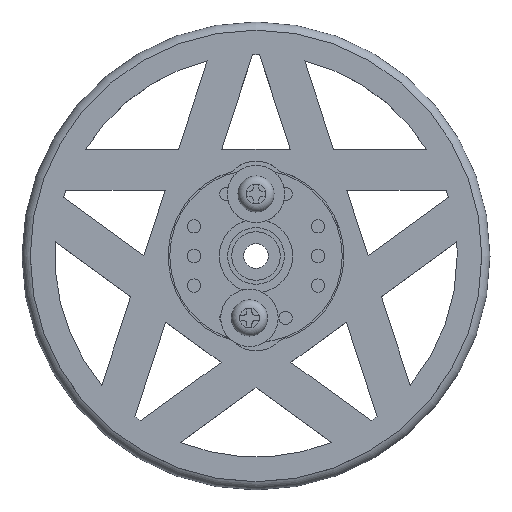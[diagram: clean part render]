
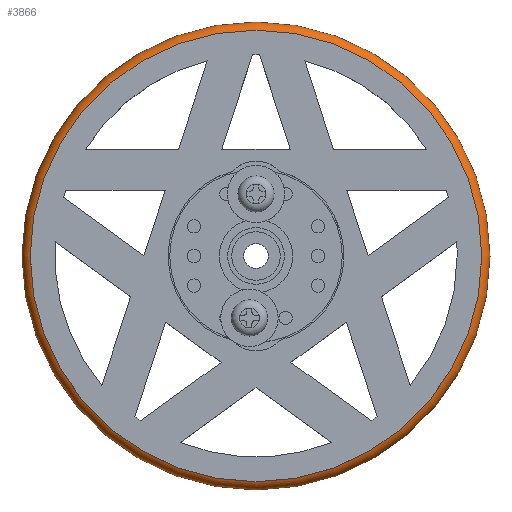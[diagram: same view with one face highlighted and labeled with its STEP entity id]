
A CAD part, top view. The second image highlights one B-rep face of the part: STEP entity #3866.
In plain terms, the highlighted toroidal (fillet/blend) face has major radius 27 mm and minor radius 1.5 mm.
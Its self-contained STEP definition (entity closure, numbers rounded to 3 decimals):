
#3866 = ADVANCED_FACE('',(#3867),#3871,.T.);
#3867 = FACE_BOUND('',#3868,.F.);
#3868 = VERTEX_LOOP('',#3869);
#3869 = VERTEX_POINT('',#3870);
#3870 = CARTESIAN_POINT('',(28.5,0.,0.));
#3871 = TOROIDAL_SURFACE('',#3872,27.,1.5);
#3872 = AXIS2_PLACEMENT_3D('',#3873,#3874,#3875);
#3873 = CARTESIAN_POINT('',(0.,0.,0.));
#3874 = DIRECTION('',(-0.,-0.,-1.));
#3875 = DIRECTION('',(1.,0.,0.));
